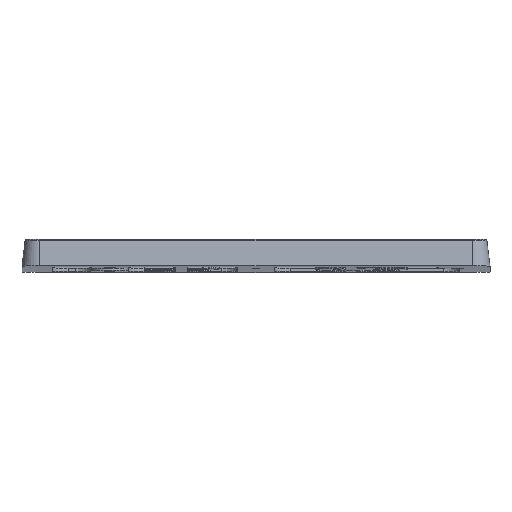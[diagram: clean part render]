
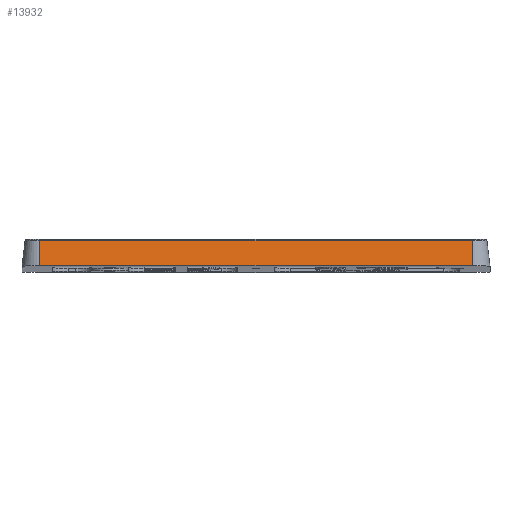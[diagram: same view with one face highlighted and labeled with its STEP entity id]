
A CAD part, front view. The second image highlights one B-rep face of the part: STEP entity #13932.
In plain terms, the highlighted planar face has unit normal (0, -0.993, 0.117).
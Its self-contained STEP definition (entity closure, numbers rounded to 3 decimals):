
#244 = PLANE('',#245);
#245 = AXIS2_PLACEMENT_3D('',#246,#247,#248);
#246 = CARTESIAN_POINT('',(126.206,-40.457,1.413));
#247 = DIRECTION('',(0.,0.035,0.999));
#248 = DIRECTION('',(0.,0.999,-0.035));
#276 = B_SPLINE_SURFACE_WITH_KNOTS('',8,1,(
    (#277,#278)
    ,(#279,#280)
    ,(#281,#282)
    ,(#283,#284)
    ,(#285,#286)
    ,(#287,#288)
    ,(#289,#290)
    ,(#291,#292)
    ,(#293,#294
    )),.UNSPECIFIED.,.F.,.F.,.F.,(9,9),(2,2),(3.142,
    4.712),(0.,1.),.PIECEWISE_BEZIER_KNOTS.);
#277 = CARTESIAN_POINT('',(-20.525,-90.432,3.158));
#278 = CARTESIAN_POINT('',(-18.525,-90.487,20.));
#279 = CARTESIAN_POINT('',(-20.525,-92.591,3.233));
#280 = CARTESIAN_POINT('',(-18.525,-92.255,20.));
#281 = CARTESIAN_POINT('',(-20.04,-94.749,
    3.309));
#282 = CARTESIAN_POINT('',(-18.128,-94.022,
    20.));
#283 = CARTESIAN_POINT('',(-19.071,-96.781,
    3.38));
#284 = CARTESIAN_POINT('',(-17.335,-95.685,20.
    ));
#285 = CARTESIAN_POINT('',(-17.657,-98.559,
    3.442));
#286 = CARTESIAN_POINT('',(-16.178,-97.141,
    20.));
#287 = CARTESIAN_POINT('',(-15.878,-99.973,
    3.491));
#288 = CARTESIAN_POINT('',(-14.723,-98.298,
    20.));
#289 = CARTESIAN_POINT('',(-13.845,-100.941,
    3.525));
#290 = CARTESIAN_POINT('',(-13.059,-99.091,
    20.));
#291 = CARTESIAN_POINT('',(-11.685,-101.426,3.542
    ));
#292 = CARTESIAN_POINT('',(-11.292,-99.487,
    20.));
#293 = CARTESIAN_POINT('',(-9.525,-101.426,3.542));
#294 = CARTESIAN_POINT('',(-9.525,-99.487,20.));
#546 = VERTEX_POINT('',#547);
#547 = CARTESIAN_POINT('',(-9.525,-101.426,3.542));
#569 = EDGE_CURVE('',#546,#570,#572,.T.);
#570 = VERTEX_POINT('',#571);
#571 = CARTESIAN_POINT('',(261.938,-101.426,3.542));
#572 = SURFACE_CURVE('',#573,(#577,#584),.PCURVE_S1.);
#573 = LINE('',#574,#575);
#574 = CARTESIAN_POINT('',(-9.525,-101.426,3.542));
#575 = VECTOR('',#576,1.);
#576 = DIRECTION('',(1.,0.,0.));
#577 = PCURVE('',#244,#578);
#578 = DEFINITIONAL_REPRESENTATION('',(#579),#583);
#579 = LINE('',#580,#581);
#580 = CARTESIAN_POINT('',(-61.006,135.731));
#581 = VECTOR('',#582,1.);
#582 = DIRECTION('',(0.,-1.));
#583 = ( GEOMETRIC_REPRESENTATION_CONTEXT(2) 
PARAMETRIC_REPRESENTATION_CONTEXT() REPRESENTATION_CONTEXT('2D SPACE',''
  ) );
#584 = PCURVE('',#585,#590);
#585 = PLANE('',#586);
#586 = AXIS2_PLACEMENT_3D('',#587,#588,#589);
#587 = CARTESIAN_POINT('',(-9.525,-99.487,20.));
#588 = DIRECTION('',(0.,-0.993,0.117));
#589 = DIRECTION('',(1.,0.,0.));
#590 = DEFINITIONAL_REPRESENTATION('',(#591),#595);
#591 = LINE('',#592,#593);
#592 = CARTESIAN_POINT('',(0.,-16.572));
#593 = VECTOR('',#594,1.);
#594 = DIRECTION('',(1.,0.));
#595 = ( GEOMETRIC_REPRESENTATION_CONTEXT(2) 
PARAMETRIC_REPRESENTATION_CONTEXT() REPRESENTATION_CONTEXT('2D SPACE',''
  ) );
#614 = B_SPLINE_SURFACE_WITH_KNOTS('',8,1,(
    (#615,#616)
    ,(#617,#618)
    ,(#619,#620)
    ,(#621,#622)
    ,(#623,#624)
    ,(#625,#626)
    ,(#627,#628)
    ,(#629,#630)
    ,(#631,#632
    )),.UNSPECIFIED.,.F.,.F.,.F.,(9,9),(2,2),(4.712,
    6.283),(0.,1.),.PIECEWISE_BEZIER_KNOTS.);
#615 = CARTESIAN_POINT('',(261.938,-101.426,3.542));
#616 = CARTESIAN_POINT('',(261.938,-99.487,20.));
#617 = CARTESIAN_POINT('',(264.097,-101.426,3.542
    ));
#618 = CARTESIAN_POINT('',(263.705,-99.488,20.));
#619 = CARTESIAN_POINT('',(266.257,-100.941,
    3.525));
#620 = CARTESIAN_POINT('',(265.472,-99.091,
    20.));
#621 = CARTESIAN_POINT('',(268.29,-99.973,
    3.491));
#622 = CARTESIAN_POINT('',(267.135,-98.298,
    20.));
#623 = CARTESIAN_POINT('',(270.069,-98.559,3.442
    ));
#624 = CARTESIAN_POINT('',(268.591,-97.141,20.
    ));
#625 = CARTESIAN_POINT('',(271.483,-96.781,
    3.38));
#626 = CARTESIAN_POINT('',(269.748,-95.685,
    20.));
#627 = CARTESIAN_POINT('',(272.453,-94.749,
    3.309));
#628 = CARTESIAN_POINT('',(270.541,-94.022,
    20.));
#629 = CARTESIAN_POINT('',(272.937,-92.591,
    3.233));
#630 = CARTESIAN_POINT('',(270.938,-92.255,20.));
#631 = CARTESIAN_POINT('',(272.938,-90.432,3.158));
#632 = CARTESIAN_POINT('',(270.938,-90.487,20.));
#12592 = EDGE_CURVE('',#546,#12593,#12595,.T.);
#12593 = VERTEX_POINT('',#12594);
#12594 = CARTESIAN_POINT('',(-9.525,-99.539,19.558));
#12595 = SURFACE_CURVE('',#12596,(#12599,#12606),.PCURVE_S1.);
#12596 = B_SPLINE_CURVE_WITH_KNOTS('',1,(#12597,#12598),.UNSPECIFIED.,
  .F.,.F.,(2,2),(0.,1.),.PIECEWISE_BEZIER_KNOTS.);
#12597 = CARTESIAN_POINT('',(-9.525,-101.426,3.542));
#12598 = CARTESIAN_POINT('',(-9.525,-99.487,20.));
#12599 = PCURVE('',#276,#12600);
#12600 = DEFINITIONAL_REPRESENTATION('',(#12601),#12605);
#12601 = LINE('',#12602,#12603);
#12602 = CARTESIAN_POINT('',(4.712,0.));
#12603 = VECTOR('',#12604,1.);
#12604 = DIRECTION('',(0.,1.));
#12605 = ( GEOMETRIC_REPRESENTATION_CONTEXT(2) 
PARAMETRIC_REPRESENTATION_CONTEXT() REPRESENTATION_CONTEXT('2D SPACE',''
  ) );
#12606 = PCURVE('',#585,#12607);
#12607 = DEFINITIONAL_REPRESENTATION('',(#12608),#12611);
#12608 = B_SPLINE_CURVE_WITH_KNOTS('',1,(#12609,#12610),.UNSPECIFIED.,
  .F.,.F.,(2,2),(0.,1.),.PIECEWISE_BEZIER_KNOTS.);
#12609 = CARTESIAN_POINT('',(0.,-16.572));
#12610 = CARTESIAN_POINT('',(0.,0.));
#12611 = ( GEOMETRIC_REPRESENTATION_CONTEXT(2) 
PARAMETRIC_REPRESENTATION_CONTEXT() REPRESENTATION_CONTEXT('2D SPACE',''
  ) );
#13700 = CYLINDRICAL_SURFACE('',#13701,0.5);
#13701 = AXIS2_PLACEMENT_3D('',#13702,#13703,#13704);
#13702 = CARTESIAN_POINT('',(-9.525,-99.043,19.5));
#13703 = DIRECTION('',(1.,0.,0.));
#13704 = DIRECTION('',(0.,-0.993,0.117));
#13932 = ADVANCED_FACE('',(#13933),#585,.T.);
#13933 = FACE_BOUND('',#13934,.T.);
#13934 = EDGE_LOOP('',(#13935,#13956,#13977,#13978));
#13935 = ORIENTED_EDGE('',*,*,#13936,.T.);
#13936 = EDGE_CURVE('',#570,#13937,#13939,.T.);
#13937 = VERTEX_POINT('',#13938);
#13938 = CARTESIAN_POINT('',(261.938,-99.539,19.558));
#13939 = SURFACE_CURVE('',#13940,(#13943,#13949),.PCURVE_S1.);
#13940 = B_SPLINE_CURVE_WITH_KNOTS('',1,(#13941,#13942),.UNSPECIFIED.,
  .F.,.F.,(2,2),(0.,1.),.PIECEWISE_BEZIER_KNOTS.);
#13941 = CARTESIAN_POINT('',(261.938,-101.426,3.542));
#13942 = CARTESIAN_POINT('',(261.938,-99.487,20.));
#13943 = PCURVE('',#585,#13944);
#13944 = DEFINITIONAL_REPRESENTATION('',(#13945),#13948);
#13945 = B_SPLINE_CURVE_WITH_KNOTS('',1,(#13946,#13947),.UNSPECIFIED.,
  .F.,.F.,(2,2),(0.,1.),.PIECEWISE_BEZIER_KNOTS.);
#13946 = CARTESIAN_POINT('',(271.463,-16.572));
#13947 = CARTESIAN_POINT('',(271.463,0.));
#13948 = ( GEOMETRIC_REPRESENTATION_CONTEXT(2) 
PARAMETRIC_REPRESENTATION_CONTEXT() REPRESENTATION_CONTEXT('2D SPACE',''
  ) );
#13949 = PCURVE('',#614,#13950);
#13950 = DEFINITIONAL_REPRESENTATION('',(#13951),#13955);
#13951 = LINE('',#13952,#13953);
#13952 = CARTESIAN_POINT('',(4.712,0.));
#13953 = VECTOR('',#13954,1.);
#13954 = DIRECTION('',(0.,1.));
#13955 = ( GEOMETRIC_REPRESENTATION_CONTEXT(2) 
PARAMETRIC_REPRESENTATION_CONTEXT() REPRESENTATION_CONTEXT('2D SPACE',''
  ) );
#13956 = ORIENTED_EDGE('',*,*,#13957,.F.);
#13957 = EDGE_CURVE('',#12593,#13937,#13958,.T.);
#13958 = SURFACE_CURVE('',#13959,(#13963,#13970),.PCURVE_S1.);
#13959 = LINE('',#13960,#13961);
#13960 = CARTESIAN_POINT('',(-9.525,-99.539,19.558));
#13961 = VECTOR('',#13962,1.);
#13962 = DIRECTION('',(1.,0.,0.));
#13963 = PCURVE('',#585,#13964);
#13964 = DEFINITIONAL_REPRESENTATION('',(#13965),#13969);
#13965 = LINE('',#13966,#13967);
#13966 = CARTESIAN_POINT('',(0.,-0.445));
#13967 = VECTOR('',#13968,1.);
#13968 = DIRECTION('',(1.,0.));
#13969 = ( GEOMETRIC_REPRESENTATION_CONTEXT(2) 
PARAMETRIC_REPRESENTATION_CONTEXT() REPRESENTATION_CONTEXT('2D SPACE',''
  ) );
#13970 = PCURVE('',#13700,#13971);
#13971 = DEFINITIONAL_REPRESENTATION('',(#13972),#13976);
#13972 = LINE('',#13973,#13974);
#13973 = CARTESIAN_POINT('',(-0.,0.));
#13974 = VECTOR('',#13975,1.);
#13975 = DIRECTION('',(-0.,1.));
#13976 = ( GEOMETRIC_REPRESENTATION_CONTEXT(2) 
PARAMETRIC_REPRESENTATION_CONTEXT() REPRESENTATION_CONTEXT('2D SPACE',''
  ) );
#13977 = ORIENTED_EDGE('',*,*,#12592,.F.);
#13978 = ORIENTED_EDGE('',*,*,#569,.T.);
